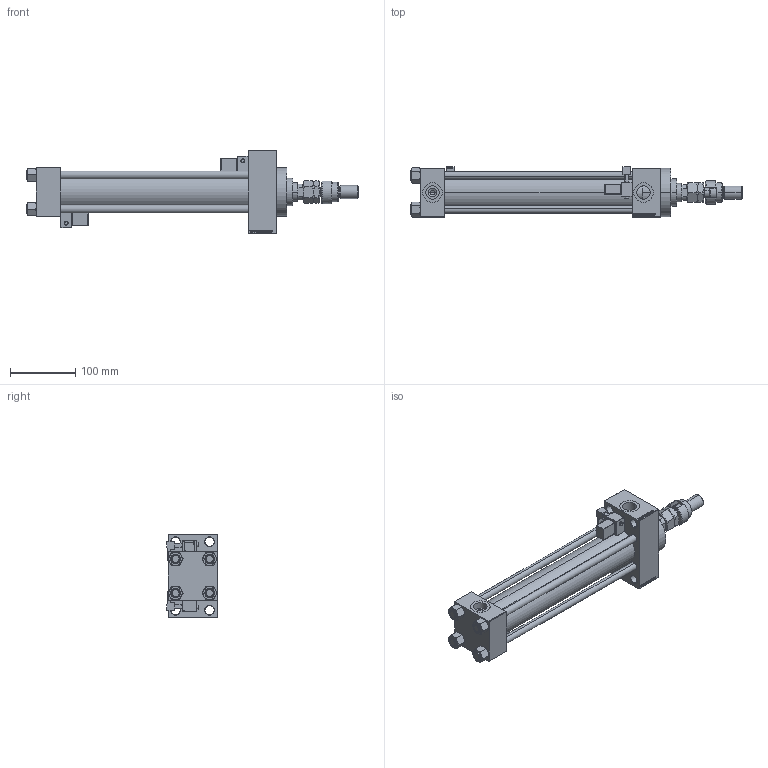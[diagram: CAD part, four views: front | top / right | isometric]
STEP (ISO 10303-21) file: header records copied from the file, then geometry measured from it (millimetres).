
FILE_DESCRIPTION (( 'STEP AP203' ), '1' );
FILE_NAME ('9195.STEP', '2023-08-23T10:43:54', ( '' ), ( '' ), 'SwSTEP 2.0', 'SolidWorks 2019', '' );
FILE_SCHEMA (( 'CONFIG_CONTROL_DESIGN' ));
Length unit declared in the file: millimetre
Products named in the file (10): 9195; V215CR_MSU 011ef781cfb961e960f6fcf11ad59925; FEMALE_PART_FOR_DFA 011ef781cfb961e960f6fcf11ad59925; NUT_M5_D 011ef781cfb961e960f6fcf11ad59925; V215_VC_A 011ef781cfb961e960f6fcf11ad59925; MFA 011ef781cfb961e960f6fcf11ad59925; DFA 011ef781cfb961e960f6fcf11ad59925; V215CR_VCP_D 011ef781cfb961e960f6fcf11ad59925; V215CR_D_TYCINKA 011ef781cfb961e960f6fcf11ad59925; V215CR_D_Body 011ef781cfb961e960f6fcf11ad59925
Assembly tree (16 placements, depth 3):
  9195
    V215CR_D_Body 011ef781cfb961e960f6fcf11ad59925
    V215CR_VCP_D 011ef781cfb961e960f6fcf11ad59925
    NUT_M5_D 011ef781cfb961e960f6fcf11ad59925  x4
    V215CR_D_TYCINKA 011ef781cfb961e960f6fcf11ad59925  x4
    V215_VC_A 011ef781cfb961e960f6fcf11ad59925
    DFA 011ef781cfb961e960f6fcf11ad59925
      FEMALE_PART_FOR_DFA 011ef781cfb961e960f6fcf11ad59925
      MFA 011ef781cfb961e960f6fcf11ad59925
    V215CR_MSU 011ef781cfb961e960f6fcf11ad59925  x2
Bounding box: 509 x 77.3 x 128 mm (x, y, z)
Volume: 1256835.4 mm3; surface area: 327626.5 mm2
Topology: 15 solids, 15 shells, 1342 faces, 3291 edges, 2077 vertices
Faces by surface type: plane 583, bspline 368, cone 182, cylinder 161, torus 24, sphere 24
Entity records: 52246 total; most frequent: CARTESIAN_POINT 26159, ORIENTED_EDGE 5692, DIRECTION 3960, EDGE_CURVE 2846, VERTEX_POINT 1837, LINE 1660, VECTOR 1660, EDGE_LOOP 1283
